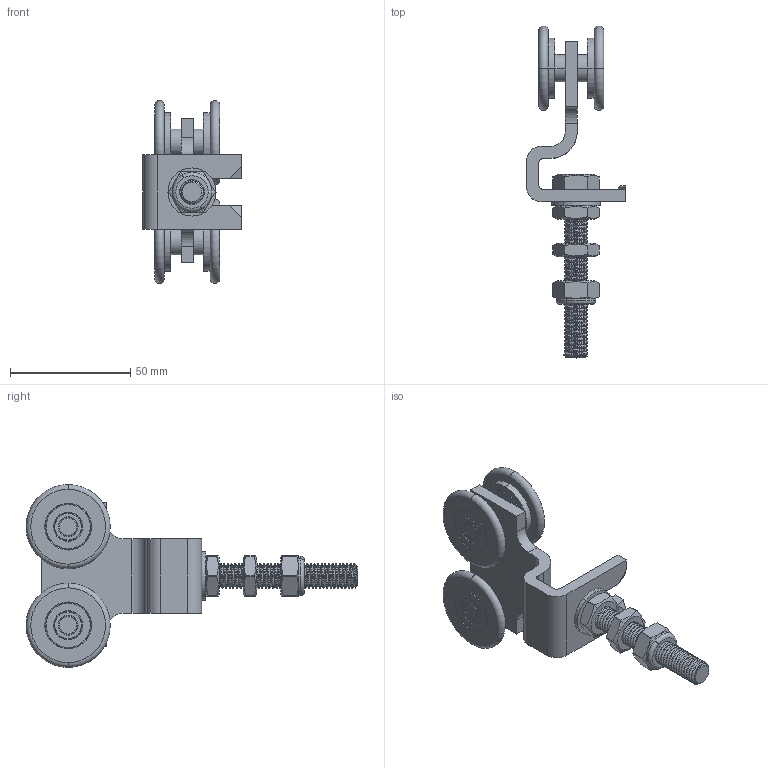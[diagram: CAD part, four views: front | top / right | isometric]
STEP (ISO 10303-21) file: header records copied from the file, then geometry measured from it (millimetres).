
FILE_DESCRIPTION (( 'STEP AP214' ), '1' );
FILE_NAME ('05283 4 wheel trolley M10 x 70mm bolt Zinc plated steel suitable for a bake oven rated to 300 degree''.STEP', '2021-05-19T01:27:10', ( '' ), ( '' ), 'SwSTEP 2.0', 'SolidWorks 2021', '' );
FILE_SCHEMA (( 'AUTOMOTIVE_DESIGN' ));
Length unit declared in the file: millimetre
Products named in the file (3): 05283 wheels; 05283 4 wheel trolley M10 x 70mm bolt Zinc plated steel suitable for a bake oven rated to 300 degree''; 05283 Bolt
Assembly tree (2 placements, depth 2):
  05283 4 wheel trolley M10 x 70mm bolt Zinc plated steel suitable for a bake oven rated to 300 degree''
    05283 wheels
    05283 Bolt
Bounding box: 41 x 138 x 76 mm (x, y, z)
Volume: 51343.3 mm3; surface area: 26881.5 mm2
Topology: 5 solids, 5 shells, 421 faces, 1017 edges, 653 vertices
Faces by surface type: cylinder 222, plane 106, torus 74, cone 16, bspline 3
Entity records: 20090 total; most frequent: CARTESIAN_POINT 10148, DIRECTION 2060, ORIENTED_EDGE 2034, EDGE_CURVE 1017, AXIS2_PLACEMENT_3D 859, VERTEX_POINT 653, EDGE_LOOP 474, CIRCLE 436
